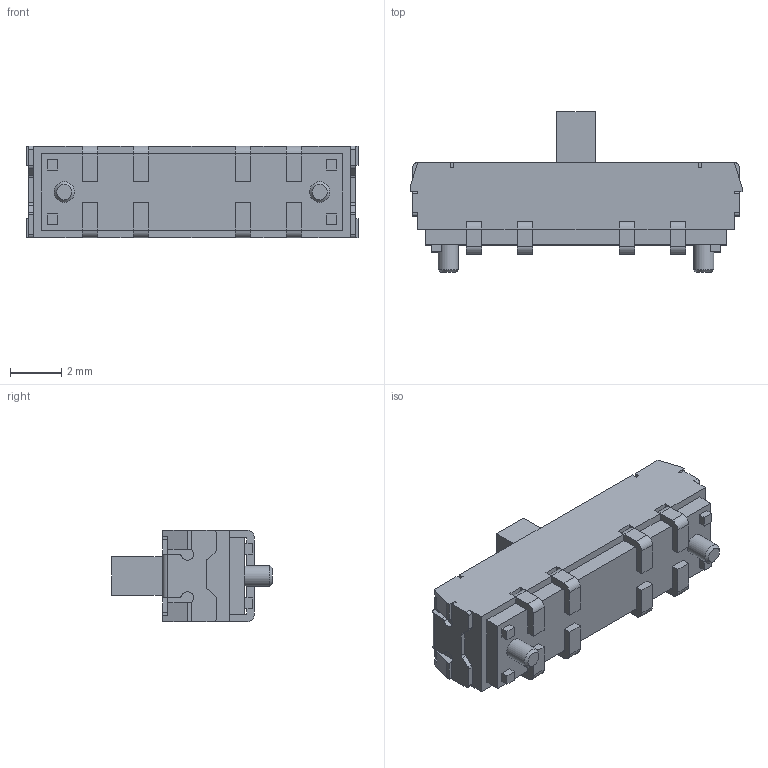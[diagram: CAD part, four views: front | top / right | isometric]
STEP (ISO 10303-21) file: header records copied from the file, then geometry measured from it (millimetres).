
FILE_DESCRIPTION( ( 'STEP AP214' ), ' ' );
FILE_NAME( 'psolqas1357073185.stp', '2017-09-21T11:57:07', ( '' ), ( '' ), ' ', 'PARTsolutions', ' ' );
FILE_SCHEMA( ( 'AUTOMOTIVE_DESIGN { 1 0 10303 214 1 1 1 1 }' ) );
Length unit declared in the file: metre
Products named in the file (1): 1
Bounding box: 13 x 6.3 x 3.6 mm (x, y, z)
Volume: 145.5 mm3; surface area: 275.1 mm2
Topology: 1 solids, 1 shells, 328 faces, 926 edges, 612 vertices
Faces by surface type: plane 240, cylinder 64, extrusion 22, cone 2
Full cylindrical faces by diameter (mm): 0.8 x2
Entity records: 10767 total; most frequent: CARTESIAN_POINT 2229, ORIENTED_EDGE 1840, DIRECTION 1642, EDGE_CURVE 920, VECTOR 768, LINE 746, VERTEX_POINT 610, AXIS2_PLACEMENT_3D 437
